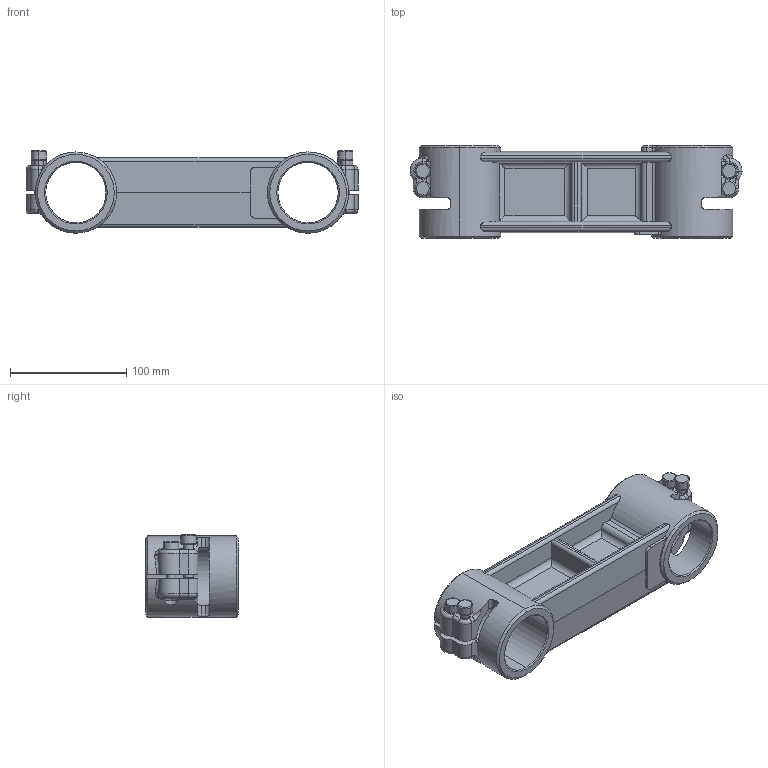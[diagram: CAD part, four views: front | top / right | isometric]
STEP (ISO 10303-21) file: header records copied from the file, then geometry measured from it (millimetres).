
FILE_DESCRIPTION (( 'STEP AP214' ), '1' );
FILE_NAME ('FS-52PS.step', '2012-01-11T02:15:59', ( 'Tony Suto' ), ( 'HP' ), 'SwSTEP 2.0', 'SolidWorks 2012', '' );
FILE_SCHEMA (( 'AUTOMOTIVE_DESIGN' ));
Length unit declared in the file: inch
Products named in the file (1): FS-52PS
Bounding box: 285.98 x 80 x 71 mm (x, y, z)
Volume: 528563 mm3; surface area: 120137.5 mm2
Topology: 1 solids, 1 shells, 282 faces, 757 edges, 480 vertices
Faces by surface type: cylinder 115, plane 76, torus 39, cone 32, bspline 20
Entity records: 13845 total; most frequent: CARTESIAN_POINT 3325, ORIENTED_EDGE 1506, DIRECTION 1389, EDGE_CURVE 753, AXIS2_PLACEMENT_3D 550, VERTEX_POINT 480, EDGE_LOOP 301, LINE 289
